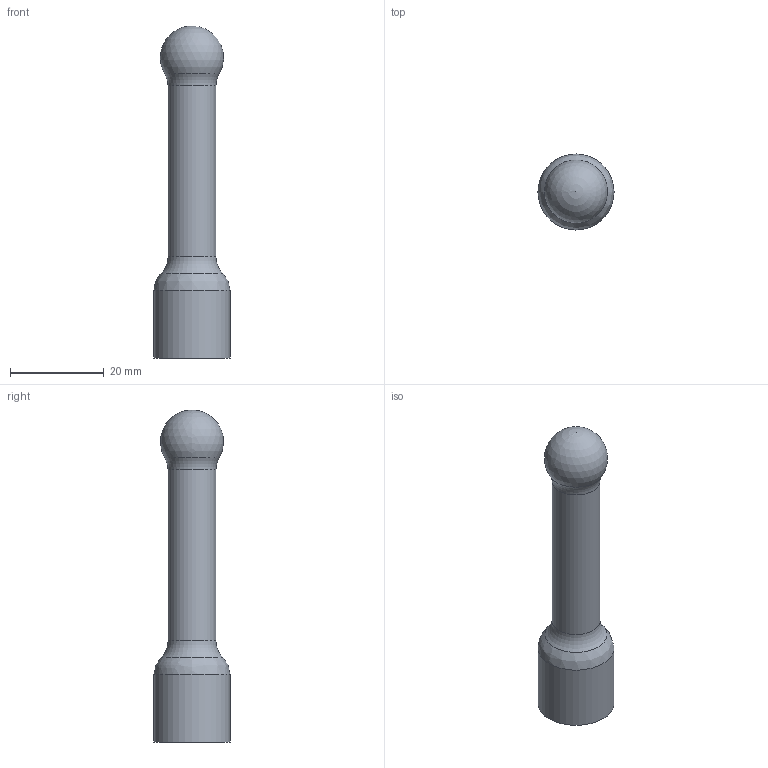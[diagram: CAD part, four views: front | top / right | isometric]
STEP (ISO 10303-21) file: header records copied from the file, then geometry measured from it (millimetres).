
FILE_DESCRIPTION(/* description */ (''),/* implementation_level */ '2;1');
FILE_NAME(/* name */ 'Joystick.step',/* time_stamp */ '2023-12-02T17:53:03+02:00',/* author */ (''),/* organization */ (''),/* preprocessor_version */ 'ST-DEVELOPER v20',/* originating_system */ 'Autodesk Translation Framework v12.14.0.127',/* authorisation */ '');
FILE_SCHEMA (('AUTOMOTIVE_DESIGN { 1 0 10303 214 3 1 1 }'));
Length unit declared in the file: millimetre
Products named in the file (2): Joystick; Joystick Extender
Assembly tree (1 placements, depth 2):
  Joystick
    Joystick Extender
Bounding box: 16.2 x 16.2 x 70.75 mm (x, y, z)
Volume: 6524.1 mm3; surface area: 3534.7 mm2
Topology: 1 solids, 1 shells, 9 faces, 18 edges, 11 vertices
Faces by surface type: cylinder 3, torus 2, plane 2, bspline 1, sphere 1
Full cylindrical faces by diameter (mm): 10.2 x1, 12.2 x1, 16.2 x1
Entity records: 312 total; most frequent: CARTESIAN_POINT 66, DIRECTION 53, ORIENTED_EDGE 34, AXIS2_PLACEMENT_3D 25, EDGE_CURVE 17, CIRCLE 14, VERTEX_POINT 11, EDGE_LOOP 10
